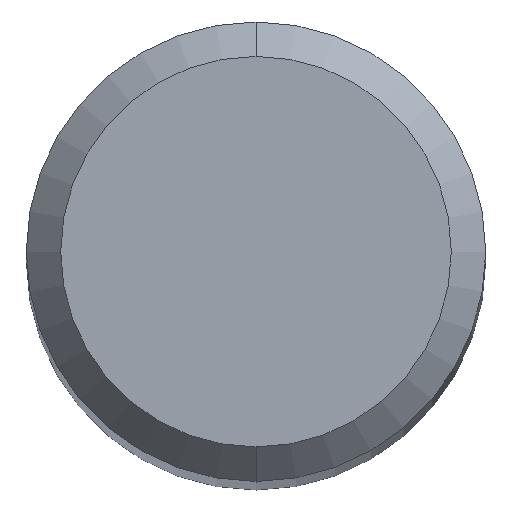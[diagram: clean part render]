
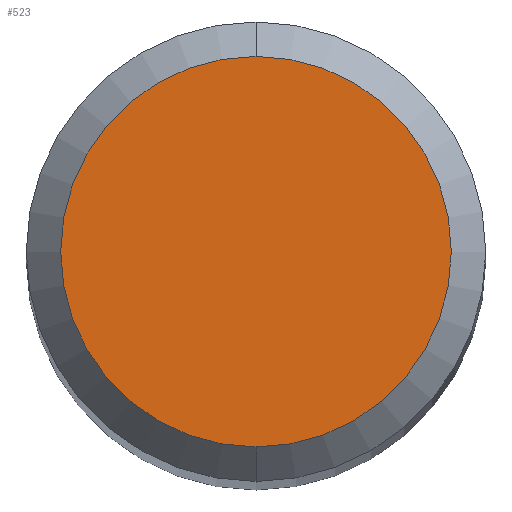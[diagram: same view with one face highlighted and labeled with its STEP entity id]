
A CAD part, top view. The second image highlights one B-rep face of the part: STEP entity #523.
In plain terms, the highlighted planar face has unit normal (0, 0, 1).
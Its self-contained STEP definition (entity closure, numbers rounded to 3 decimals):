
#451=VERTEX_POINT('',#1210);
#523=ADVANCED_FACE('',(#1291),#1292,.T.);
#793=EDGE_CURVE('',#451,#823,#1587,.T.);
#823=VERTEX_POINT('',#1619);
#937=EDGE_CURVE('',#823,#451,#1742,.T.);
#1210=CARTESIAN_POINT('',(0.0,1.7,0.0));
#1291=FACE_OUTER_BOUND('',#2387,.T.);
#1292=PLANE('',#2388);
#1587=CIRCLE('',#3468,1.7);
#1619=CARTESIAN_POINT('',(0.,-1.7,0.0));
#1742=CIRCLE('',#3921,1.7);
#2387=EDGE_LOOP('',(#4740,#4741));
#2388=AXIS2_PLACEMENT_3D('',#4742,#4743,#4744);
#3468=AXIS2_PLACEMENT_3D('',#5048,#5049,#5050);
#3921=AXIS2_PLACEMENT_3D('',#5196,#5197,#5198);
#4740=ORIENTED_EDGE('',*,*,#793,.F.);
#4741=ORIENTED_EDGE('',*,*,#937,.F.);
#4742=CARTESIAN_POINT('',(0.0,0.85,0.0));
#4743=DIRECTION('',(-0.0,0.0,1.0));
#4744=DIRECTION('',(0.0,-1.0,0.0));
#5048=CARTESIAN_POINT('',(0.0,0.0,0.0));
#5049=DIRECTION('',(0.0,0.0,-1.0));
#5050=DIRECTION('',(0.0,1.0,0.0));
#5196=CARTESIAN_POINT('',(0.0,0.0,0.0));
#5197=DIRECTION('',(0.0,0.0,-1.0));
#5198=DIRECTION('',(0.0,1.0,0.0));
